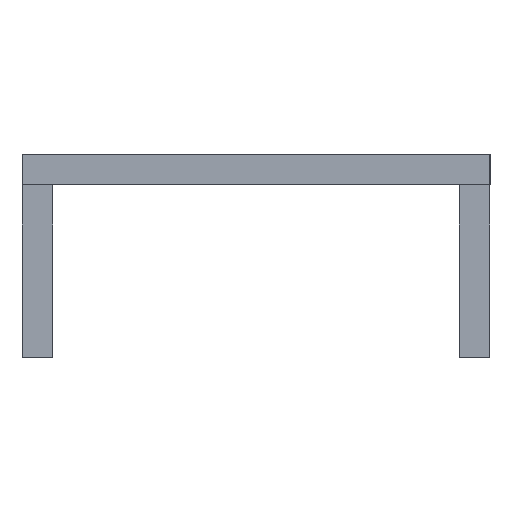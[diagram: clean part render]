
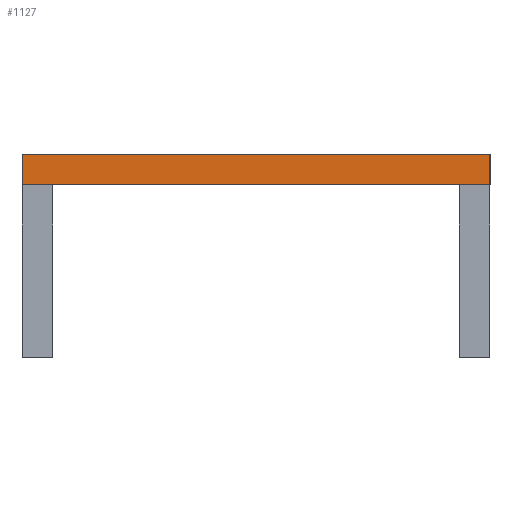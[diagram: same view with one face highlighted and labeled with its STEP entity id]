
A CAD part, left-side view. The second image highlights one B-rep face of the part: STEP entity #1127.
In plain terms, the highlighted planar face has unit normal (-1, 0, 0).
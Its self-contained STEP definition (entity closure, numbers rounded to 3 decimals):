
#10 = VECTOR ( 'NONE', #5824, 1000. ) ;
#681 = CARTESIAN_POINT ( 'NONE',  ( -365., 11.5, 1.5 ) ) ;
#739 = CARTESIAN_POINT ( 'NONE',  ( -365., -11.5, 1.5 ) ) ;
#1031 = LINE ( 'NONE', #3615, #3578 ) ;
#1032 = VERTEX_POINT ( 'NONE', #681 ) ;
#1042 = VERTEX_POINT ( 'NONE', #739 ) ;
#1127 = ADVANCED_FACE ( 'NONE', ( #4488 ), #6048, .F. ) ;
#1371 = AXIS2_PLACEMENT_3D ( 'NONE', #5767, #5760, #5743 ) ;
#1499 = VECTOR ( 'NONE', #2526, 1000. ) ;
#1924 = VERTEX_POINT ( 'NONE', #5464 ) ;
#2255 = CARTESIAN_POINT ( 'NONE',  ( -365., 11.5, 0. ) ) ;
#2526 = DIRECTION ( 'NONE',  ( 0., -1., 0. ) ) ;
#2567 = VECTOR ( 'NONE', #5485, 1000. ) ;
#2799 = ORIENTED_EDGE ( 'NONE', *, *, #3644, .T. ) ;
#3105 = ORIENTED_EDGE ( 'NONE', *, *, #5640, .F. ) ;
#3125 = VERTEX_POINT ( 'NONE', #4491 ) ;
#3181 = EDGE_CURVE ( 'NONE', #1032, #3125, #1031, .T. ) ;
#3512 = EDGE_LOOP ( 'NONE', ( #2799, #3105, #4143, #5629 ) ) ;
#3578 = VECTOR ( 'NONE', #3600, 1000. ) ;
#3600 = DIRECTION ( 'NONE',  ( 0., 0., -1. ) ) ;
#3615 = CARTESIAN_POINT ( 'NONE',  ( -365., 11.5, 1.5 ) ) ;
#3644 = EDGE_CURVE ( 'NONE', #3125, #1924, #5682, .T. ) ;
#4090 = LINE ( 'NONE', #5874, #10 ) ;
#4143 = ORIENTED_EDGE ( 'NONE', *, *, #5114, .F. ) ;
#4264 = LINE ( 'NONE', #5534, #2567 ) ;
#4488 = FACE_OUTER_BOUND ( 'NONE', #3512, .T. ) ;
#4491 = CARTESIAN_POINT ( 'NONE',  ( -365., 11.5, 0. ) ) ;
#5114 = EDGE_CURVE ( 'NONE', #1032, #1042, #4090, .T. ) ;
#5464 = CARTESIAN_POINT ( 'NONE',  ( -365., -11.5, 0. ) ) ;
#5485 = DIRECTION ( 'NONE',  ( 0., 0., -1. ) ) ;
#5534 = CARTESIAN_POINT ( 'NONE',  ( -365., -11.5, 1.5 ) ) ;
#5629 = ORIENTED_EDGE ( 'NONE', *, *, #3181, .T. ) ;
#5640 = EDGE_CURVE ( 'NONE', #1042, #1924, #4264, .T. ) ;
#5682 = LINE ( 'NONE', #2255, #1499 ) ;
#5743 = DIRECTION ( 'NONE',  ( 0., 0., -1. ) ) ;
#5760 = DIRECTION ( 'NONE',  ( 1., 0., 0. ) ) ;
#5767 = CARTESIAN_POINT ( 'NONE',  ( -365., 11.5, 1.5 ) ) ;
#5824 = DIRECTION ( 'NONE',  ( 0., -1., 0. ) ) ;
#5874 = CARTESIAN_POINT ( 'NONE',  ( -365., 11.5, 1.5 ) ) ;
#6048 = PLANE ( 'NONE',  #1371 ) ;
